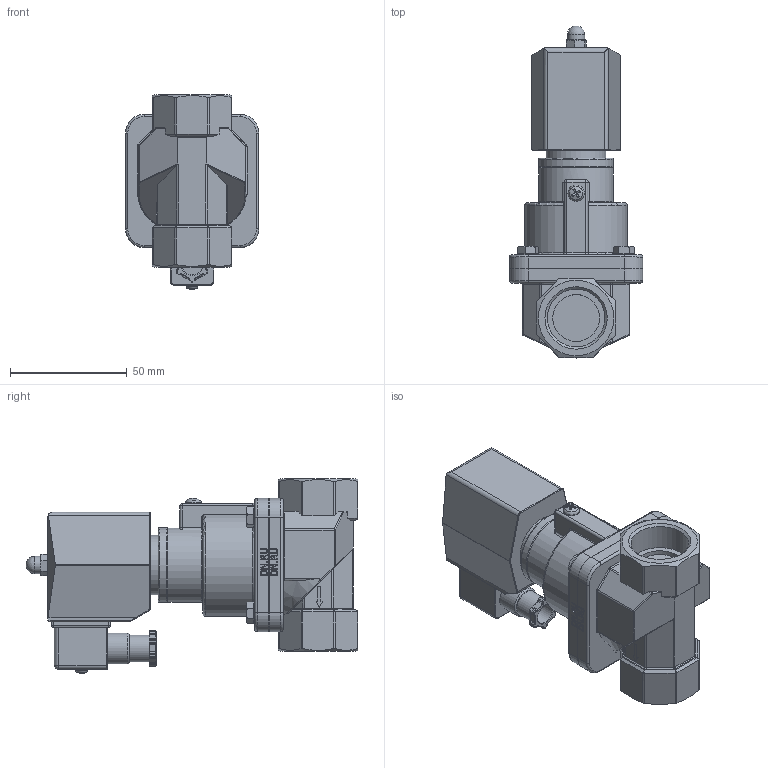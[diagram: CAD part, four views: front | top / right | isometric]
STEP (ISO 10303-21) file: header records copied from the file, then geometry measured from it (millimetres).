
FILE_DESCRIPTION(/* description */ (''),/* implementation_level */ '2;1');
FILE_NAME(/* name */ 'DN20_3D_STEP.stp',/* time_stamp */ '2025-09-27T17:56:29+03:00',/* author */ ('igorr'),/* organization */ (''),/* preprocessor_version */ 'ST-DEVELOPER v20',/* originating_system */ 'Autodesk Inventor 2025',/* authorisation */ '');
FILE_SCHEMA (('AUTOMOTIVE_DESIGN { 1 0 10303 214 3 1 1 }'));
Length unit declared in the file: millimetre
Products named in the file (7): Сборка1; Деталь1; Деталь1_1; Гайка M5-6H ГОСТ 
11860-85; AS 1427 - M2,5 x 4; AS 1110 - M5 x 10; AS 1427 - M3,5 x 5
Assembly tree (9 placements, depth 2):
  Сборка1
    Деталь1
    Деталь1_1
    Гайка M5-6H ГОСТ 
11860-85
    AS 1427 - M2,5 x 4
    AS 1110 - M5 x 10  x4
    AS 1427 - M3,5 x 5
Bounding box: 57.1 x 141.97 x 83.42 mm (x, y, z)
Volume: 225290.5 mm3; surface area: 44271.7 mm2
Topology: 9 solids, 10 shells, 781 faces, 1881 edges, 1159 vertices
Faces by surface type: plane 332, cylinder 215, bspline 82, cone 79, torus 58, sphere 15
Full cylindrical faces by diameter (mm): 1.8 x1, 2.224 x1, 2.5 x1, 3.132 x1, 3.5 x1, 3.6 x4, 4 x1, 4.134 x1, 5 x4, 6 x9, 7.4 x1, 8 x4, 9 x1, 11.4 x1, 13.2 x1, 15.854 x1, 20 x2, 24.66 x2, 25.566 x2, 29.983 x1, 31.983 x2, 44.027 x1
Entity records: 22714 total; most frequent: CARTESIAN_POINT 5594, ORIENTED_EDGE 3422, DIRECTION 3347, EDGE_CURVE 1711, AXIS2_PLACEMENT_3D 1237, VERTEX_POINT 1067, LINE 873, VECTOR 873
